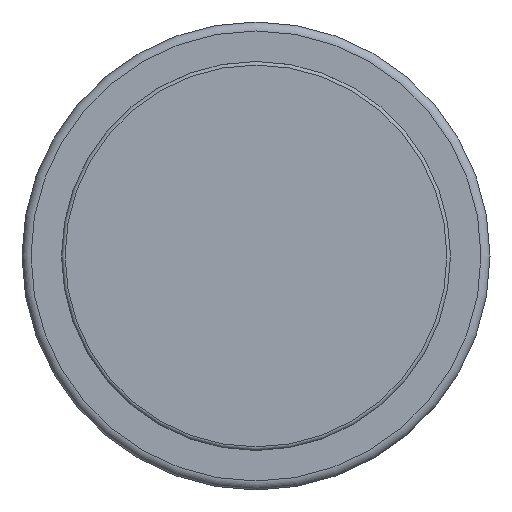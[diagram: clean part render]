
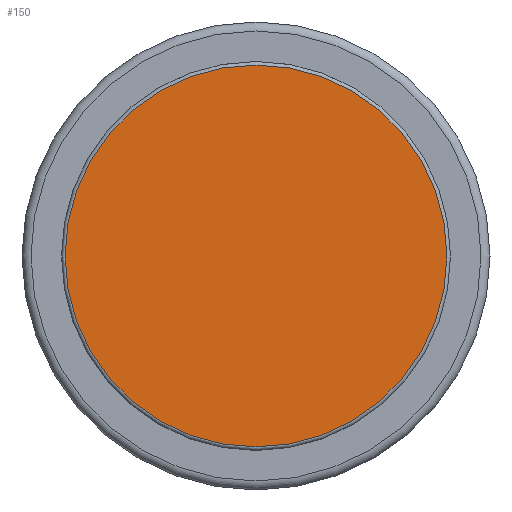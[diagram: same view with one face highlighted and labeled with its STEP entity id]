
A CAD part, top view. The second image highlights one B-rep face of the part: STEP entity #150.
In plain terms, the highlighted planar face has unit normal (0, 0, 1).
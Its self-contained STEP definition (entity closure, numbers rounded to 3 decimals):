
#150 = ADVANCED_FACE( '', ( #325 ), #326, .F. );
#325 = FACE_OUTER_BOUND( '', #505, .T. );
#326 = PLANE( '', #506 );
#505 = EDGE_LOOP( '', ( #816 ) );
#506 = AXIS2_PLACEMENT_3D( '', #817, #818, #819 );
#816 = ORIENTED_EDGE( '', *, *, #985, .T. );
#817 = CARTESIAN_POINT( '', ( 10.8, 0., 90. ) );
#818 = DIRECTION( '', ( 0., 0., -1. ) );
#819 = DIRECTION( '', ( 1., 0., 0. ) );
#985 = EDGE_CURVE( '', #1162, #1162, #1163, .F. );
#1162 = VERTEX_POINT( '', #1497 );
#1163 = CIRCLE( '', #1498, 10.6 );
#1497 = CARTESIAN_POINT( '', ( 10.6, 0., 90. ) );
#1498 = AXIS2_PLACEMENT_3D( '', #1624, #1625, #1626 );
#1624 = CARTESIAN_POINT( '', ( 0., 0., 90. ) );
#1625 = DIRECTION( '', ( 0., 0., -1. ) );
#1626 = DIRECTION( '', ( 1., 0., 0. ) );
